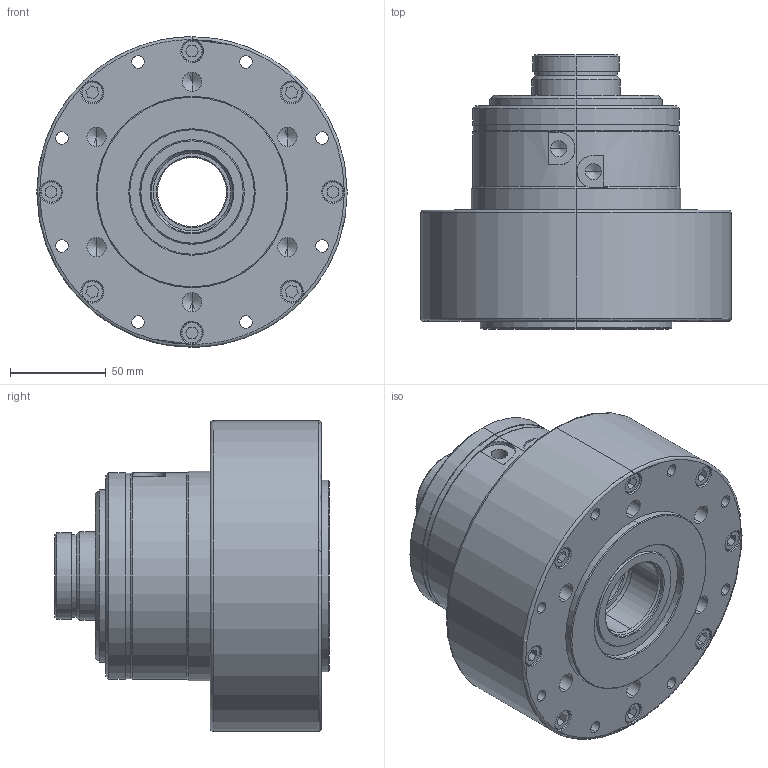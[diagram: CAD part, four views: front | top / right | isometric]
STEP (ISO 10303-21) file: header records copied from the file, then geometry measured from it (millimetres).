
FILE_DESCRIPTION (( 'STEP AP214' ), '1' );
FILE_NAME ('JAL636.STEP', '2022-10-21T01:53:18', ( 'Microsoft' ), ( 'Microsoft' ), 'SwSTEP 2.0', 'SolidWorks 2016', '' );
FILE_SCHEMA (( 'AUTOMOTIVE_DESIGN' ));
Length unit declared in the file: millimetre
Products named in the file (1): JAL636
Bounding box: 162 x 143 x 162 mm (x, y, z)
Volume: 1598646.5 mm3; surface area: 128337.3 mm2
Topology: 1 solids, 1 shells, 282 faces, 650 edges, 396 vertices
Faces by surface type: cylinder 117, plane 99, cone 62, torus 4
Entity records: 9071 total; most frequent: DIRECTION 1485, CARTESIAN_POINT 1401, ORIENTED_EDGE 1260, EDGE_CURVE 630, AXIS2_PLACEMENT_3D 577, VERTEX_POINT 396, EDGE_LOOP 346, VECTOR 331
